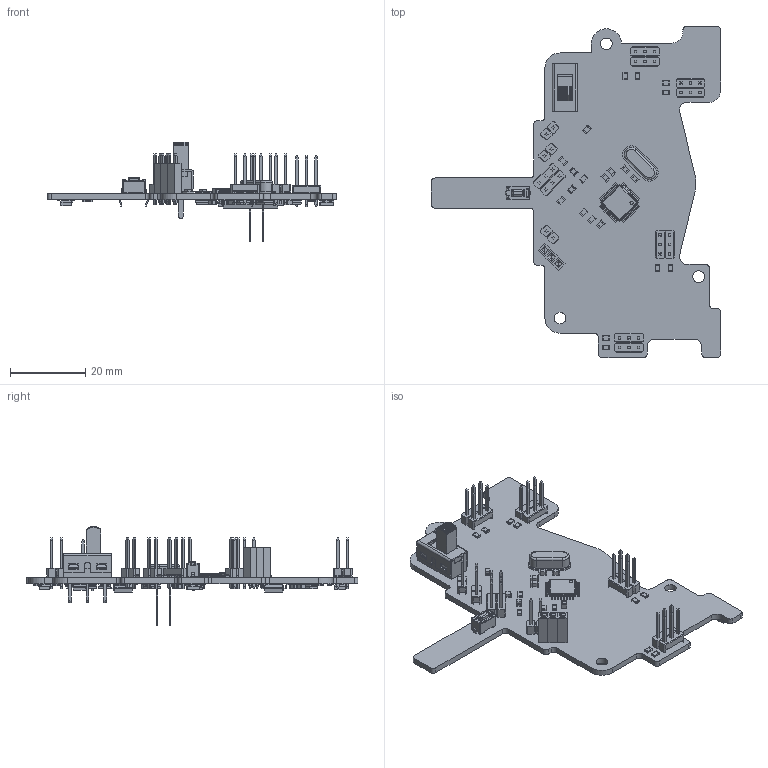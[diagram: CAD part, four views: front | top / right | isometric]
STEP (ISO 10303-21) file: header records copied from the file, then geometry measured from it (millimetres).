
FILE_DESCRIPTION(('KiCad electronic assembly'),'2;1');
FILE_NAME('minisumo_pcb.step','2024-05-30T23:23:42',('Pcbnew'),('Kicad') ,'Open CASCADE STEP processor 7.7','KiCad to STEP converter','Unknown' );
FILE_SCHEMA(('AUTOMOTIVE_DESIGN { 1 0 10303 214 1 1 1 1 }'));
Length unit declared in the file: millimetre
Products named in the file (34): minisumo_pcb 1; LED_0805_2012Metric; R_0805_2012Metric; 1x2 Male Pin Header; 1101M2S3CQE2; female pins v1 1x3; female pins v1; ATMEGA328-AU; ASSEMBLY; ECS-160-20-4X-EM; 3x2 Male Pin Header; C_0805_2012Metric; SKHLAAA010; SSOP-24_5.3x8.2mm_P0.65mm; SSOP_24_53x82mm_P065mm; czujnik_odbibiowy; CP_EIA-3528-12_Kemet-T; CP_EIA_3528_12_Kemet_T; SQ2310CES-T1_GE3; SOT-23-6; SOT_23_6; SOT-223; SOT_223; _autosave-minisumo_pcb_PCB
Assembly tree (78 placements, depth 3):
  minisumo_pcb 1
    LED_0805_2012Metric  x3
      LED_0805_2012Metric
    R_0805_2012Metric  x20
      R_0805_2012Metric
    1x2 Male Pin Header  x3
      1x2 Male Pin Header
    1101M2S3CQE2
      1101M2S3CQE2
    female pins v1 1x3
      female pins v1
    ATMEGA328-AU
      ASSEMBLY
    ECS-160-20-4X-EM
      ECS-160-20-4X-EM
    3x2 Male Pin Header  x5
      3x2 Male Pin Header
    C_0805_2012Metric  x11
      C_0805_2012Metric
    SKHLAAA010
      SKHLAAA010
    SSOP-24_5.3x8.2mm_P0.65mm  x2
      SSOP_24_53x82mm_P065mm
    czujnik_odbibiowy  x3
      czujnik_odbibiowy
    CP_EIA-3528-12_Kemet-T  x6
      CP_EIA_3528_12_Kemet_T
    SQ2310CES-T1_GE3
      ASSEMBLY
    SOT-23-6
      SOT_23_6
    SOT-223
      SOT_223
    _autosave-minisumo_pcb_PCB
Bounding box: 76.75 x 88 x 26.29 mm (x, y, z)
Volume: 7638.5 mm3; surface area: 13469.4 mm2
Topology: 140 solids, 142 shells, 4536 faces, 11648 edges, 7439 vertices
Faces by surface type: plane 3429, cylinder 885, bspline 220, cone 2
Full cylindrical faces by diameter (mm): 0.163 x1, 0.5 x2, 0.875 x1, 3.1 x3
Entity records: 73648 total; most frequent: CARTESIAN_POINT 13303, ORIENTED_EDGE 10968, DIRECTION 10335, EDGE_CURVE 5481, LINE 4409, VECTOR 4409, VERTEX_POINT 3511, AXIS2_PLACEMENT_3D 2963
